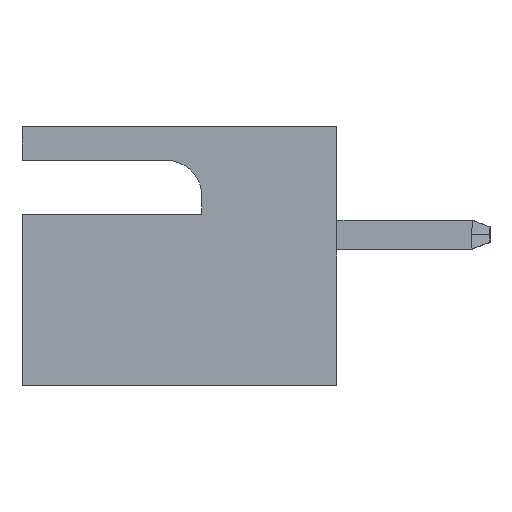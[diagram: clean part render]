
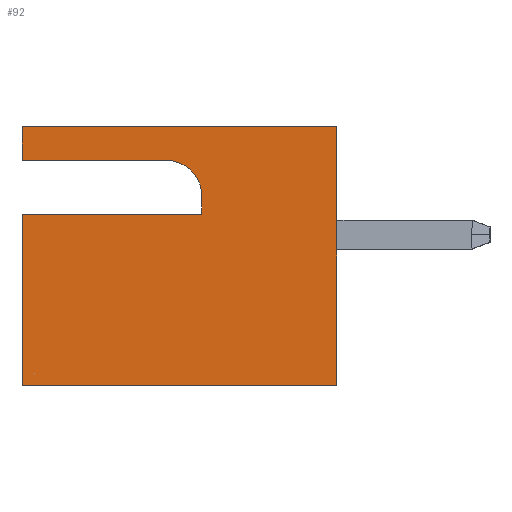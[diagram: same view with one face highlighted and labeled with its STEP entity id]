
A CAD part, left-side view. The second image highlights one B-rep face of the part: STEP entity #92.
In plain terms, the highlighted planar face has unit normal (-1, 0, 0).
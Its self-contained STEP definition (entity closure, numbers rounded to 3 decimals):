
#49 = AXIS2_PLACEMENT_3D ( 'NONE', #1940, #4114, #1913 ) ;
#92 = ADVANCED_FACE ( 'NONE', ( #4403 ), #471, .F. ) ;
#280 = VERTEX_POINT ( 'NONE', #1424 ) ;
#290 = EDGE_CURVE ( 'NONE', #3627, #1779, #4941, .T. ) ;
#314 = VERTEX_POINT ( 'NONE', #822 ) ;
#386 = EDGE_CURVE ( 'NONE', #5074, #314, #5231, .T. ) ;
#415 = VERTEX_POINT ( 'NONE', #5191 ) ;
#471 = PLANE ( 'NONE',  #606 ) ;
#538 = EDGE_CURVE ( 'NONE', #2281, #5148, #4794, .T. ) ;
#568 = VECTOR ( 'NONE', #578, 1000. ) ;
#578 = DIRECTION ( 'NONE',  ( 0., 0., -1. ) ) ;
#606 = AXIS2_PLACEMENT_3D ( 'NONE', #4779, #1795, #5344 ) ;
#657 = LINE ( 'NONE', #2395, #947 ) ;
#684 = DIRECTION ( 'NONE',  ( 0., -1., 0. ) ) ;
#713 = VECTOR ( 'NONE', #5261, 1000. ) ;
#760 = CARTESIAN_POINT ( 'NONE',  ( -13.75, 3., 0.925 ) ) ;
#822 = CARTESIAN_POINT ( 'NONE',  ( -13.75, 7., 0.925 ) ) ;
#896 = ORIENTED_EDGE ( 'NONE', *, *, #386, .T. ) ;
#900 = DIRECTION ( 'NONE',  ( 0., 1., 0. ) ) ;
#947 = VECTOR ( 'NONE', #4139, 1000. ) ;
#1125 = CARTESIAN_POINT ( 'NONE',  ( -13.75, 7., 2.125 ) ) ;
#1208 = EDGE_CURVE ( 'NONE', #1779, #415, #657, .T. ) ;
#1218 = ORIENTED_EDGE ( 'NONE', *, *, #290, .T. ) ;
#1367 = LINE ( 'NONE', #3924, #713 ) ;
#1424 = CARTESIAN_POINT ( 'NONE',  ( -13.75, 7., 2.875 ) ) ;
#1654 = CARTESIAN_POINT ( 'NONE',  ( -13.75, 7., 2.875 ) ) ;
#1701 = VECTOR ( 'NONE', #900, 1000. ) ;
#1779 = VERTEX_POINT ( 'NONE', #2755 ) ;
#1795 = DIRECTION ( 'NONE',  ( 1., 0., 0. ) ) ;
#1873 = ORIENTED_EDGE ( 'NONE', *, *, #538, .T. ) ;
#1913 = DIRECTION ( 'NONE',  ( 0., 0., -1. ) ) ;
#1940 = CARTESIAN_POINT ( 'NONE',  ( -13.75, 3.8, 1.325 ) ) ;
#2281 = VERTEX_POINT ( 'NONE', #3576 ) ;
#2395 = CARTESIAN_POINT ( 'NONE',  ( -13.75, 0., -2.875 ) ) ;
#2487 = EDGE_CURVE ( 'NONE', #4319, #2281, #5078, .T. ) ;
#2580 = DIRECTION ( 'NONE',  ( 0., 0., 1. ) ) ;
#2620 = ORIENTED_EDGE ( 'NONE', *, *, #2487, .T. ) ;
#2755 = CARTESIAN_POINT ( 'NONE',  ( -13.75, 0., -2.875 ) ) ;
#2769 = CARTESIAN_POINT ( 'NONE',  ( -13.75, 3., 1.325 ) ) ;
#2791 = VECTOR ( 'NONE', #684, 1000. ) ;
#2930 = EDGE_CURVE ( 'NONE', #3627, #314, #2981, .T. ) ;
#2981 = LINE ( 'NONE', #4724, #3406 ) ;
#3105 = EDGE_CURVE ( 'NONE', #5148, #5074, #3641, .T. ) ;
#3397 = EDGE_LOOP ( 'NONE', ( #5609, #2620, #1873, #4921, #896, #3900, #1218, #4575, #3848 ) ) ;
#3402 = DIRECTION ( 'NONE',  ( 0., -1., 0. ) ) ;
#3406 = VECTOR ( 'NONE', #2580, 1000. ) ;
#3576 = CARTESIAN_POINT ( 'NONE',  ( -13.75, 3.8, 2.125 ) ) ;
#3627 = VERTEX_POINT ( 'NONE', #4103 ) ;
#3641 = LINE ( 'NONE', #2769, #568 ) ;
#3744 = CARTESIAN_POINT ( 'NONE',  ( -13.75, 7., -2.875 ) ) ;
#3848 = ORIENTED_EDGE ( 'NONE', *, *, #4739, .F. ) ;
#3900 = ORIENTED_EDGE ( 'NONE', *, *, #2930, .F. ) ;
#3924 = CARTESIAN_POINT ( 'NONE',  ( -13.75, 7., -2.875 ) ) ;
#4103 = CARTESIAN_POINT ( 'NONE',  ( -13.75, 7., -2.875 ) ) ;
#4114 = DIRECTION ( 'NONE',  ( 1., 0., 0. ) ) ;
#4139 = DIRECTION ( 'NONE',  ( 0., 0., 1. ) ) ;
#4319 = VERTEX_POINT ( 'NONE', #5294 ) ;
#4403 = FACE_OUTER_BOUND ( 'NONE', #3397, .T. ) ;
#4468 = VECTOR ( 'NONE', #4688, 1000. ) ;
#4575 = ORIENTED_EDGE ( 'NONE', *, *, #1208, .T. ) ;
#4649 = CARTESIAN_POINT ( 'NONE',  ( -13.75, 3., 1.325 ) ) ;
#4688 = DIRECTION ( 'NONE',  ( 0., -1., 0. ) ) ;
#4724 = CARTESIAN_POINT ( 'NONE',  ( -13.75, 7., -2.875 ) ) ;
#4739 = EDGE_CURVE ( 'NONE', #280, #415, #5576, .T. ) ;
#4779 = CARTESIAN_POINT ( 'NONE',  ( -13.75, 7., -2.875 ) ) ;
#4791 = EDGE_CURVE ( 'NONE', #4319, #280, #1367, .T. ) ;
#4794 = CIRCLE ( 'NONE', #49, 0.8 ) ;
#4921 = ORIENTED_EDGE ( 'NONE', *, *, #3105, .T. ) ;
#4941 = LINE ( 'NONE', #3744, #2791 ) ;
#5002 = VECTOR ( 'NONE', #3402, 1000. ) ;
#5074 = VERTEX_POINT ( 'NONE', #760 ) ;
#5078 = LINE ( 'NONE', #1125, #4468 ) ;
#5148 = VERTEX_POINT ( 'NONE', #4649 ) ;
#5191 = CARTESIAN_POINT ( 'NONE',  ( -13.75, 0., 2.875 ) ) ;
#5231 = LINE ( 'NONE', #5357, #1701 ) ;
#5261 = DIRECTION ( 'NONE',  ( 0., 0., 1. ) ) ;
#5294 = CARTESIAN_POINT ( 'NONE',  ( -13.75, 7., 2.125 ) ) ;
#5344 = DIRECTION ( 'NONE',  ( 0., 0., -1. ) ) ;
#5357 = CARTESIAN_POINT ( 'NONE',  ( -13.75, 7., 0.925 ) ) ;
#5576 = LINE ( 'NONE', #1654, #5002 ) ;
#5609 = ORIENTED_EDGE ( 'NONE', *, *, #4791, .F. ) ;
